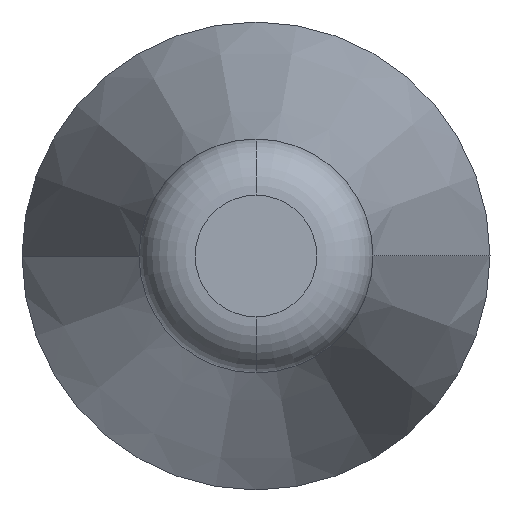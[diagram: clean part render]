
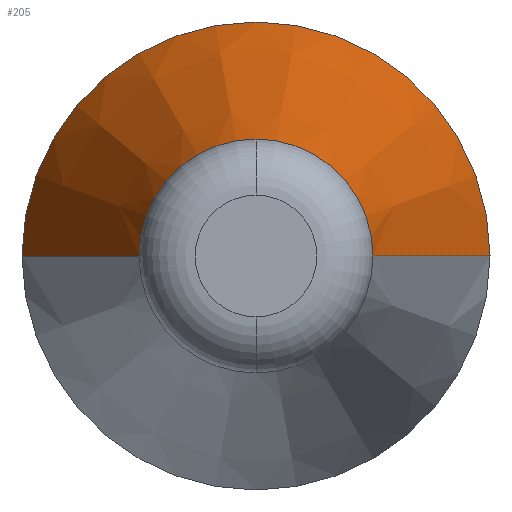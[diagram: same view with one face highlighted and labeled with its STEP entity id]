
A CAD part, front view. The second image highlights one B-rep face of the part: STEP entity #205.
In plain terms, the highlighted conical face has half-angle 15 degrees and reference radius 1.587 mm.
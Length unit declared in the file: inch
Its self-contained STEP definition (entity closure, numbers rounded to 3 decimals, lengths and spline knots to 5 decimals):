
#1 = FACE_OUTER_BOUND ( 'NONE', #287, .T. ) ;
#4 = CARTESIAN_POINT ( 'NONE',  ( 0., 0.48325, 0. ) ) ;
#5 = VECTOR ( 'NONE', #196, 39.37008 ) ;
#9 = VERTEX_POINT ( 'NONE', #263 ) ;
#23 = VERTEX_POINT ( 'NONE', #290 ) ;
#61 = AXIS2_PLACEMENT_3D ( 'NONE', #95, #188, #251 ) ;
#65 = CARTESIAN_POINT ( 'NONE',  ( -0.125, 0.48325, 0. ) ) ;
#69 = DIRECTION ( 'NONE',  ( -1., 0., 0. ) ) ;
#74 = LINE ( 'NONE', #175, #5 ) ;
#83 = CONICAL_SURFACE ( 'NONE', #347, 0.0625, 0.262 ) ;
#86 = DIRECTION ( 'NONE',  ( 0., 1., 0. ) ) ;
#95 = CARTESIAN_POINT ( 'NONE',  ( 0., 0.25, 0. ) ) ;
#99 = DIRECTION ( 'NONE',  ( -1., 0., 0. ) ) ;
#101 = AXIS2_PLACEMENT_3D ( 'NONE', #4, #301, #69 ) ;
#105 = ORIENTED_EDGE ( 'NONE', *, *, #128, .T. ) ;
#114 = ORIENTED_EDGE ( 'NONE', *, *, #248, .T. ) ;
#126 = CARTESIAN_POINT ( 'NONE',  ( 0., 0.25, 0. ) ) ;
#127 = LINE ( 'NONE', #190, #130 ) ;
#128 = EDGE_CURVE ( 'NONE', #198, #201, #380, .T. ) ;
#129 = DIRECTION ( 'NONE',  ( -0.259, 0.966, 0. ) ) ;
#130 = VECTOR ( 'NONE', #129, 39.37008 ) ;
#147 = ORIENTED_EDGE ( 'NONE', *, *, #155, .F. ) ;
#152 = CARTESIAN_POINT ( 'NONE',  ( 0., 0.25, 0. ) ) ;
#155 = EDGE_CURVE ( 'NONE', #170, #9, #286, .T. ) ;
#161 = CARTESIAN_POINT ( 'NONE',  ( 0., 0.25, 0.0625 ) ) ;
#170 = VERTEX_POINT ( 'NONE', #65 ) ;
#175 = CARTESIAN_POINT ( 'NONE',  ( 0.0625, 0.25, 0. ) ) ;
#187 = EDGE_CURVE ( 'NONE', #198, #170, #127, .T. ) ;
#188 = DIRECTION ( 'NONE',  ( 0., 1., 0. ) ) ;
#190 = CARTESIAN_POINT ( 'NONE',  ( -0.0625, 0.25, 0. ) ) ;
#196 = DIRECTION ( 'NONE',  ( 0.259, 0.966, 0. ) ) ;
#198 = VERTEX_POINT ( 'NONE', #216 ) ;
#201 = VERTEX_POINT ( 'NONE', #161 ) ;
#204 = DIRECTION ( 'NONE',  ( -1., 0., 0. ) ) ;
#205 = ADVANCED_FACE ( 'NONE', ( #1 ), #83, .T. ) ;
#216 = CARTESIAN_POINT ( 'NONE',  ( -0.0625, 0.25, 0. ) ) ;
#248 = EDGE_CURVE ( 'NONE', #201, #23, #373, .T. ) ;
#251 = DIRECTION ( 'NONE',  ( -1., 0., 0. ) ) ;
#263 = CARTESIAN_POINT ( 'NONE',  ( 0.125, 0.48325, 0. ) ) ;
#266 = EDGE_CURVE ( 'NONE', #23, #9, #74, .T. ) ;
#280 = ORIENTED_EDGE ( 'NONE', *, *, #187, .F. ) ;
#286 = CIRCLE ( 'NONE', #101, 0.125 ) ;
#287 = EDGE_LOOP ( 'NONE', ( #114, #311, #147, #280, #105 ) ) ;
#290 = CARTESIAN_POINT ( 'NONE',  ( 0.0625, 0.25, 0. ) ) ;
#301 = DIRECTION ( 'NONE',  ( 0., 1., 0. ) ) ;
#302 = AXIS2_PLACEMENT_3D ( 'NONE', #152, #86, #204 ) ;
#311 = ORIENTED_EDGE ( 'NONE', *, *, #266, .T. ) ;
#347 = AXIS2_PLACEMENT_3D ( 'NONE', #126, #366, #99 ) ;
#366 = DIRECTION ( 'NONE',  ( 0., 1., 0. ) ) ;
#373 = CIRCLE ( 'NONE', #61, 0.0625 ) ;
#380 = CIRCLE ( 'NONE', #302, 0.0625 ) ;
